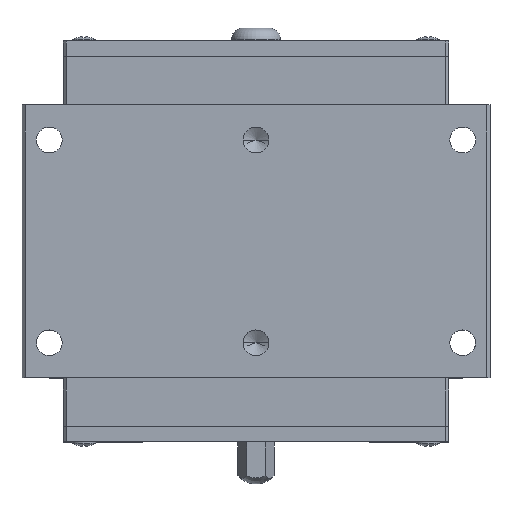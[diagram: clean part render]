
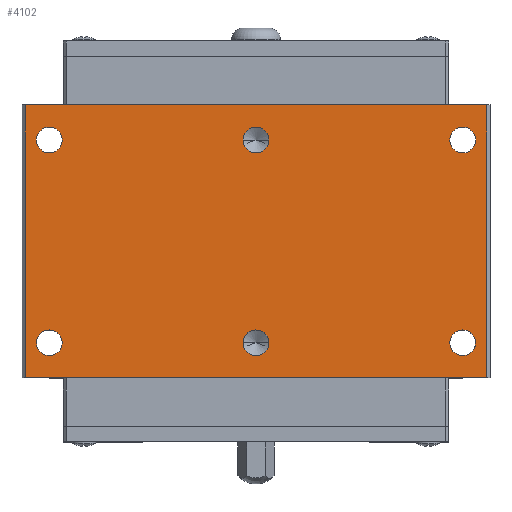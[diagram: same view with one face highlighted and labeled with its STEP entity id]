
A CAD part, top view. The second image highlights one B-rep face of the part: STEP entity #4102.
In plain terms, the highlighted planar face has unit normal (0, 0, 1).
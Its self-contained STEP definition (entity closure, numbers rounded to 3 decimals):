
#3282=VERTEX_POINT('',#9597);
#3766=EDGE_CURVE('',#4502,#6276,#10141,.T.);
#3896=EDGE_CURVE('',#6038,#9350,#10284,.T.);
#4102=ADVANCED_FACE('',(#10507,#10508,#10509,#10510,#10511,#10512,#10513),#10514,.T.);
#4326=VERTEX_POINT('',#10759);
#4436=EDGE_CURVE('',#3282,#6586,#10881,.T.);
#4502=VERTEX_POINT('',#10952);
#4540=VERTEX_POINT('',#10993);
#4734=EDGE_CURVE('',#4326,#8492,#11209,.T.);
#4844=EDGE_CURVE('',#8868,#4540,#11329,.T.);
#5148=EDGE_CURVE('',#9350,#6038,#11665,.T.);
#5380=VERTEX_POINT('',#11920);
#5448=EDGE_CURVE('',#4502,#4540,#11996,.T.);
#6038=VERTEX_POINT('',#12643);
#6074=EDGE_CURVE('',#9278,#6338,#12685,.T.);
#6176=EDGE_CURVE('',#5380,#6726,#12791,.T.);
#6276=VERTEX_POINT('',#12899);
#6338=VERTEX_POINT('',#12964);
#6586=VERTEX_POINT('',#13245);
#6726=VERTEX_POINT('',#13393);
#7190=EDGE_CURVE('',#6276,#8868,#13899,.T.);
#7262=EDGE_CURVE('',#6726,#5380,#13976,.T.);
#7284=EDGE_CURVE('',#6338,#9278,#13999,.T.);
#7362=VERTEX_POINT('',#14084);
#7466=VERTEX_POINT('',#14200);
#8086=EDGE_CURVE('',#7466,#7362,#14882,.T.);
#8492=VERTEX_POINT('',#15320);
#8868=VERTEX_POINT('',#15729);
#8994=EDGE_CURVE('',#7362,#7466,#15866,.T.);
#8998=EDGE_CURVE('',#8492,#4326,#15870,.T.);
#9278=VERTEX_POINT('',#16181);
#9310=EDGE_CURVE('',#6586,#3282,#16217,.T.);
#9350=VERTEX_POINT('',#16261);
#9597=CARTESIAN_POINT('',(1.65,38.7,17.0));
#10141=LINE('',#17352,#17353);
#10284=CIRCLE('',#17557,1.65);
#10507=FACE_BOUND('',#17875,.T.);
#10508=FACE_BOUND('',#17876,.T.);
#10509=FACE_BOUND('',#17877,.T.);
#10510=FACE_BOUND('',#17878,.T.);
#10511=FACE_OUTER_BOUND('',#17879,.T.);
#10512=FACE_BOUND('',#17880,.T.);
#10513=FACE_BOUND('',#17881,.T.);
#10514=PLANE('',#17882);
#10759=CARTESIAN_POINT('',(28.15,12.7,17.0));
#10881=CIRCLE('',#18430,1.65);
#10952=CARTESIAN_POINT('',(29.6,43.2,17.0));
#10993=CARTESIAN_POINT('',(29.6,8.2,17.0));
#11209=CIRCLE('',#18903,1.65);
#11329=LINE('',#19073,#19074);
#11665=CIRCLE('',#19564,1.65);
#11920=CARTESIAN_POINT('',(-24.85,12.7,17.0));
#11996=LINE('',#20028,#20029);
#12643=CARTESIAN_POINT('',(-28.15,38.7,17.0));
#12685=CIRCLE('',#21080,1.65);
#12791=CIRCLE('',#21256,1.65);
#12899=CARTESIAN_POINT('',(-29.6,43.2,17.0));
#12964=CARTESIAN_POINT('',(24.85,38.7,17.0));
#13245=CARTESIAN_POINT('',(-1.65,38.7,17.0));
#13393=CARTESIAN_POINT('',(-28.15,12.7,17.0));
#13899=LINE('',#22932,#22933);
#13976=CIRCLE('',#23050,1.65);
#13999=CIRCLE('',#23080,1.65);
#14084=CARTESIAN_POINT('',(1.65,12.7,17.0));
#14200=CARTESIAN_POINT('',(-1.65,12.7,17.0));
#14882=CIRCLE('',#24315,1.65);
#15320=CARTESIAN_POINT('',(24.85,12.7,17.0));
#15729=CARTESIAN_POINT('',(-29.6,8.2,17.0));
#15866=CIRCLE('',#25793,1.65);
#15870=CIRCLE('',#25800,1.65);
#16181=CARTESIAN_POINT('',(28.15,38.7,17.0));
#16217=CIRCLE('',#26295,1.65);
#16261=CARTESIAN_POINT('',(-24.85,38.7,17.0));
#17352=CARTESIAN_POINT('',(29.6,43.2,17.0));
#17353=VECTOR('',#27441,1.0);
#17557=AXIS2_PLACEMENT_3D('',#27583,#27584,#27585);
#17875=EDGE_LOOP('',(#27790,#27791));
#17876=EDGE_LOOP('',(#27792,#27793));
#17877=EDGE_LOOP('',(#27794,#27795));
#17878=EDGE_LOOP('',(#27796,#27797));
#17879=EDGE_LOOP('',(#27798,#27799,#27800,#27801));
#17880=EDGE_LOOP('',(#27802,#27803));
#17881=EDGE_LOOP('',(#27804,#27805));
#17882=AXIS2_PLACEMENT_3D('',#27806,#27807,#27808);
#18430=AXIS2_PLACEMENT_3D('',#28202,#28203,#28204);
#18903=AXIS2_PLACEMENT_3D('',#28539,#28540,#28541);
#19073=CARTESIAN_POINT('',(29.6,8.2,17.0));
#19074=VECTOR('',#28654,1.0);
#19564=AXIS2_PLACEMENT_3D('',#29008,#29009,#29010);
#20028=CARTESIAN_POINT('',(29.6,43.2,17.0));
#20029=VECTOR('',#29353,1.0);
#21080=AXIS2_PLACEMENT_3D('',#30151,#30152,#30153);
#21256=AXIS2_PLACEMENT_3D('',#30229,#30230,#30231);
#22932=CARTESIAN_POINT('',(-29.6,43.2,17.0));
#22933=VECTOR('',#31439,1.0);
#23050=AXIS2_PLACEMENT_3D('',#31518,#31519,#31520);
#23080=AXIS2_PLACEMENT_3D('',#31532,#31533,#31534);
#24315=AXIS2_PLACEMENT_3D('',#32448,#32449,#32450);
#25793=AXIS2_PLACEMENT_3D('',#33385,#33386,#33387);
#25800=AXIS2_PLACEMENT_3D('',#33389,#33390,#33391);
#26295=AXIS2_PLACEMENT_3D('',#33841,#33842,#33843);
#27441=DIRECTION('',(-1.0,0.0,0.0));
#27583=CARTESIAN_POINT('',(-26.5,38.7,17.0));
#27584=DIRECTION('',(0.0,0.0,-1.0));
#27585=DIRECTION('',(1.0,0.0,0.0));
#27790=ORIENTED_EDGE('',*,*,#4436,.T.);
#27791=ORIENTED_EDGE('',*,*,#9310,.T.);
#27792=ORIENTED_EDGE('',*,*,#8994,.T.);
#27793=ORIENTED_EDGE('',*,*,#8086,.T.);
#27794=ORIENTED_EDGE('',*,*,#6176,.T.);
#27795=ORIENTED_EDGE('',*,*,#7262,.T.);
#27796=ORIENTED_EDGE('',*,*,#5148,.T.);
#27797=ORIENTED_EDGE('',*,*,#3896,.T.);
#27798=ORIENTED_EDGE('',*,*,#4844,.T.);
#27799=ORIENTED_EDGE('',*,*,#5448,.F.);
#27800=ORIENTED_EDGE('',*,*,#3766,.T.);
#27801=ORIENTED_EDGE('',*,*,#7190,.T.);
#27802=ORIENTED_EDGE('',*,*,#6074,.T.);
#27803=ORIENTED_EDGE('',*,*,#7284,.T.);
#27804=ORIENTED_EDGE('',*,*,#4734,.T.);
#27805=ORIENTED_EDGE('',*,*,#8998,.T.);
#27806=CARTESIAN_POINT('',(-29.6,43.2,17.0));
#27807=DIRECTION('',(0.0,0.0,1.0));
#27808=DIRECTION('',(-1.0,0.0,0.0));
#28202=CARTESIAN_POINT('',(0.0,38.7,17.0));
#28203=DIRECTION('',(0.0,0.0,-1.0));
#28204=DIRECTION('',(1.0,0.0,0.0));
#28539=CARTESIAN_POINT('',(26.5,12.7,17.0));
#28540=DIRECTION('',(0.0,0.0,-1.0));
#28541=DIRECTION('',(1.0,0.0,0.0));
#28654=DIRECTION('',(1.0,0.0,0.0));
#29008=CARTESIAN_POINT('',(-26.5,38.7,17.0));
#29009=DIRECTION('',(0.0,0.0,-1.0));
#29010=DIRECTION('',(1.0,0.0,0.0));
#29353=DIRECTION('',(0.0,-1.0,0.0));
#30151=CARTESIAN_POINT('',(26.5,38.7,17.0));
#30152=DIRECTION('',(0.0,0.0,-1.0));
#30153=DIRECTION('',(1.0,0.0,0.0));
#30229=CARTESIAN_POINT('',(-26.5,12.7,17.0));
#30230=DIRECTION('',(0.0,0.0,-1.0));
#30231=DIRECTION('',(1.0,0.0,0.0));
#31439=DIRECTION('',(0.0,-1.0,0.0));
#31518=CARTESIAN_POINT('',(-26.5,12.7,17.0));
#31519=DIRECTION('',(0.0,0.0,-1.0));
#31520=DIRECTION('',(1.0,0.0,0.0));
#31532=CARTESIAN_POINT('',(26.5,38.7,17.0));
#31533=DIRECTION('',(0.0,0.0,-1.0));
#31534=DIRECTION('',(1.0,0.0,0.0));
#32448=CARTESIAN_POINT('',(0.0,12.7,17.0));
#32449=DIRECTION('',(0.0,0.0,-1.0));
#32450=DIRECTION('',(1.0,0.0,0.0));
#33385=CARTESIAN_POINT('',(0.0,12.7,17.0));
#33386=DIRECTION('',(0.0,0.0,-1.0));
#33387=DIRECTION('',(1.0,0.0,0.0));
#33389=CARTESIAN_POINT('',(26.5,12.7,17.0));
#33390=DIRECTION('',(0.0,0.0,-1.0));
#33391=DIRECTION('',(1.0,0.0,0.0));
#33841=CARTESIAN_POINT('',(0.0,38.7,17.0));
#33842=DIRECTION('',(0.0,0.0,-1.0));
#33843=DIRECTION('',(1.0,0.0,0.0));
